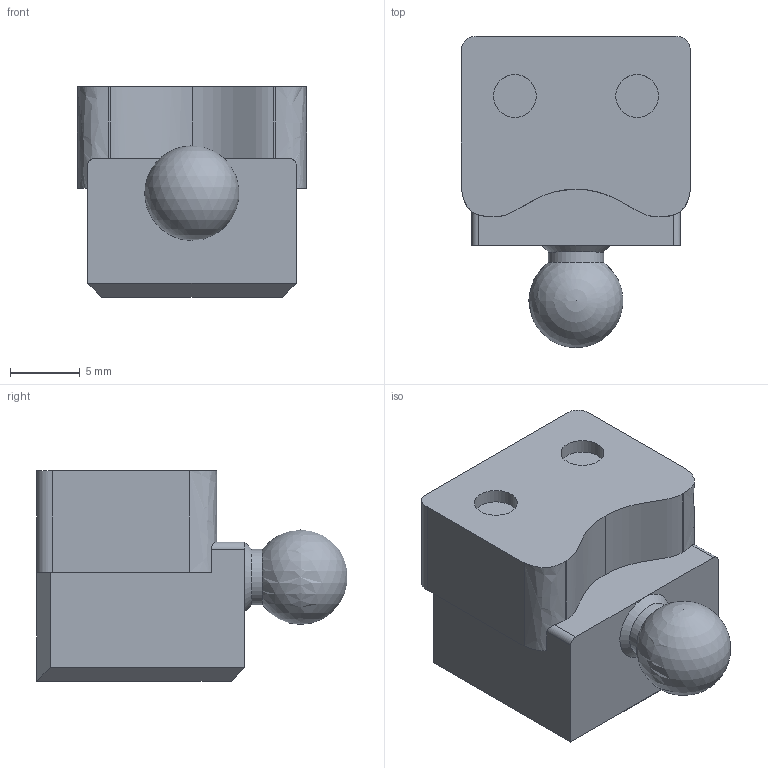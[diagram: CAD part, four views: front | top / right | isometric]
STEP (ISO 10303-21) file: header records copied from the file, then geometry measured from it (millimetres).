
FILE_DESCRIPTION(/* description */ (''),/* implementation_level */ '2;1');
FILE_NAME(/* name */ 'cabeza.step',/* time_stamp */ '2020-09-29T10:26:27-03:00',/* author */ (''),/* organization */ (''),/* preprocessor_version */ 'ST-DEVELOPER v18.1',/* originating_system */ 'Autodesk Translation Framework v9.3.0.1241',/* authorisation */ '');
FILE_SCHEMA (('AUTOMOTIVE_DESIGN { 1 0 10303 214 3 1 1 }'));
Length unit declared in the file: millimetre
Products named in the file (3): cabeza; head; mascara
Assembly tree (2 placements, depth 2):
  cabeza
    head
    mascara
Bounding box: 16.5 x 22.38 x 15.16 mm (x, y, z)
Volume: 3448.4 mm3; surface area: 1496.4 mm2
Topology: 1 solids, 1 shells, 33 faces, 84 edges, 54 vertices
Faces by surface type: plane 20, bspline 6, cylinder 5, cone 1, sphere 1
Full cylindrical faces by diameter (mm): 3.08 x2, 4 x1
Entity records: 1327 total; most frequent: CARTESIAN_POINT 493, ORIENTED_EDGE 164, DIRECTION 139, EDGE_CURVE 82, VERTEX_POINT 54, LINE 53, VECTOR 53, AXIS2_PLACEMENT_3D 43
